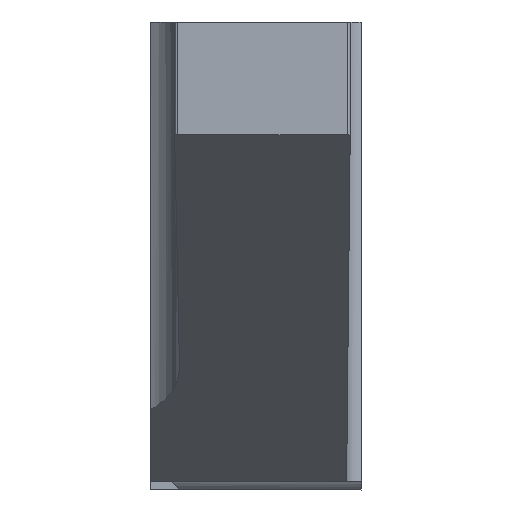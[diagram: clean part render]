
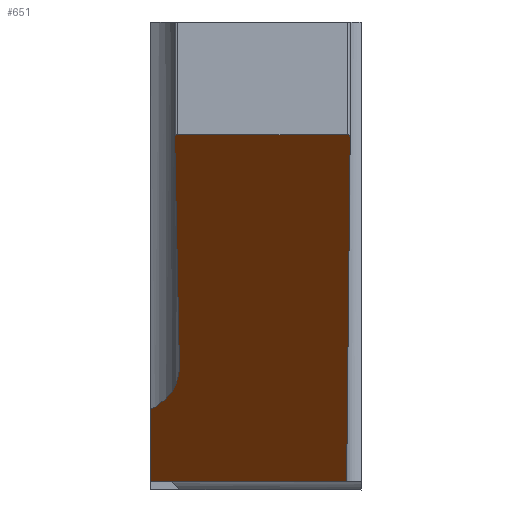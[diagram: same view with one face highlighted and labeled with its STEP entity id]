
A CAD part, front view. The second image highlights one B-rep face of the part: STEP entity #651.
In plain terms, the highlighted planar face has unit normal (0, -0.643, -0.766).
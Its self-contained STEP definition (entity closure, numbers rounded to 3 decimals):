
#94=CARTESIAN_POINT('',(0.,-5.363,-6.85));
#95=VERTEX_POINT('',#94);
#288=CARTESIAN_POINT('',(0.,-6.824,-5.624));
#289=VERTEX_POINT('',#288);
#300=CARTESIAN_POINT('',(0.,-6.824,-5.624));
#301=DIRECTION('',(0.,0.766,-0.643));
#302=VECTOR('',#301,1.908);
#303=LINE('',#300,#302);
#304=EDGE_CURVE('',#289,#95,#303,.T.);
#522=CARTESIAN_POINT('',(2.2,-9.208,-3.624));
#523=DIRECTION('',(0.,0.643,0.766));
#524=DIRECTION('',(0.,-0.492,0.413));
#525=AXIS2_PLACEMENT_3D('',#522,#523,#524);
#526=PLANE('',#525);
#527=ORIENTED_EDGE('Edge 148',*,*,#304,.T.);
#536=CARTESIAN_POINT('',(0.492,-7.703,-4.886));
#537=CARTESIAN_POINT('',(0.498,-7.334,-5.196));
#538=CARTESIAN_POINT('',(0.318,-7.012,-5.466));
#539=CARTESIAN_POINT('',(0.,-6.824,-5.624));
#540=(BOUNDED_CURVE()B_SPLINE_CURVE(3,(#536,#537,#538,#539),.UNSPECIFIED.,.F.,.F.)B_SPLINE_CURVE_WITH_KNOTS((4,4),(0.,1.),.UNSPECIFIED.)CURVE()GEOMETRIC_REPRESENTATION_ITEM()RATIONAL_B_SPLINE_CURVE((1.,0.909,0.909,1.))REPRESENTATION_ITEM(''));
#541=CARTESIAN_POINT('',(0.492,-7.703,-4.886));
#542=VERTEX_POINT('',#541);
#543=EDGE_CURVE('',#542,#289,#540,.T.);
#544=ORIENTED_EDGE('Edge 481',*,*,#543,.T.);
#553=CARTESIAN_POINT('',(0.41,-12.374,-0.967));
#554=DIRECTION('',(0.013,0.766,-0.643));
#555=VECTOR('',#554,6.098);
#556=LINE('',#553,#555);
#557=CARTESIAN_POINT('',(0.41,-12.374,-0.967));
#558=VERTEX_POINT('',#557);
#559=EDGE_CURVE('',#558,#542,#556,.T.);
#560=ORIENTED_EDGE('Edge 486',*,*,#559,.T.);
#569=CARTESIAN_POINT('',(0.46,-12.425,-0.924));
#570=CARTESIAN_POINT('',(0.43,-12.425,-0.924));
#571=CARTESIAN_POINT('',(0.409,-12.404,-0.942));
#572=CARTESIAN_POINT('',(0.41,-12.374,-0.967));
#573=(BOUNDED_CURVE()B_SPLINE_CURVE(3,(#569,#570,#571,#572),.UNSPECIFIED.,.F.,.F.)B_SPLINE_CURVE_WITH_KNOTS((4,4),(0.,1.),.UNSPECIFIED.)CURVE()GEOMETRIC_REPRESENTATION_ITEM()RATIONAL_B_SPLINE_CURVE((1.,0.801,0.801,1.))REPRESENTATION_ITEM(''));
#574=CARTESIAN_POINT('',(0.46,-12.425,-0.924));
#575=VERTEX_POINT('',#574);
#576=EDGE_CURVE('',#575,#558,#573,.T.);
#577=ORIENTED_EDGE('Edge 491',*,*,#576,.T.);
#586=CARTESIAN_POINT('',(0.46,-12.425,-0.924));
#587=DIRECTION('',(1.,0.,0.));
#588=VECTOR('',#587,2.9);
#589=LINE('',#586,#588);
#590=CARTESIAN_POINT('',(3.36,-12.425,-0.924));
#591=VERTEX_POINT('',#590);
#592=EDGE_CURVE('',#575,#591,#589,.T.);
#593=ORIENTED_EDGE('Edge 496',*,*,#592,.F.);
#602=CARTESIAN_POINT('',(3.41,-12.375,-0.967));
#603=CARTESIAN_POINT('',(3.41,-12.404,-0.942));
#604=CARTESIAN_POINT('',(3.389,-12.425,-0.924));
#605=CARTESIAN_POINT('',(3.36,-12.425,-0.924));
#606=(BOUNDED_CURVE()B_SPLINE_CURVE(3,(#602,#603,#604,#605),.UNSPECIFIED.,.F.,.F.)B_SPLINE_CURVE_WITH_KNOTS((4,4),(0.,1.),.UNSPECIFIED.)CURVE()GEOMETRIC_REPRESENTATION_ITEM()RATIONAL_B_SPLINE_CURVE((1.,0.803,0.803,1.))REPRESENTATION_ITEM(''));
#607=CARTESIAN_POINT('',(3.41,-12.375,-0.967));
#608=VERTEX_POINT('',#607);
#609=EDGE_CURVE('',#608,#591,#606,.T.);
#610=ORIENTED_EDGE('Edge 501',*,*,#609,.T.);
#619=CARTESIAN_POINT('',(3.349,-5.363,-6.85));
#620=DIRECTION('',(0.007,-0.766,0.643));
#621=VECTOR('',#620,9.153);
#622=LINE('',#619,#621);
#623=CARTESIAN_POINT('',(3.349,-5.363,-6.85));
#624=VERTEX_POINT('',#623);
#625=EDGE_CURVE('',#624,#608,#622,.T.);
#626=ORIENTED_EDGE('Edge 506',*,*,#625,.T.);
#635=CARTESIAN_POINT('',(3.349,-5.363,-6.85));
#636=DIRECTION('',(-1.,0.,0.));
#637=VECTOR('',#636,3.349);
#638=LINE('',#635,#637);
#639=EDGE_CURVE('',#624,#95,#638,.T.);
#640=ORIENTED_EDGE('Edge 511',*,*,#639,.F.);
#649=EDGE_LOOP('',(#640,#626,#610,#593,#577,#560,#544,#527));
#650=FACE_OUTER_BOUND('Loop 512',#649,.T.);
#651=ADVANCED_FACE('Face 513',(#650),#526,.F.);
